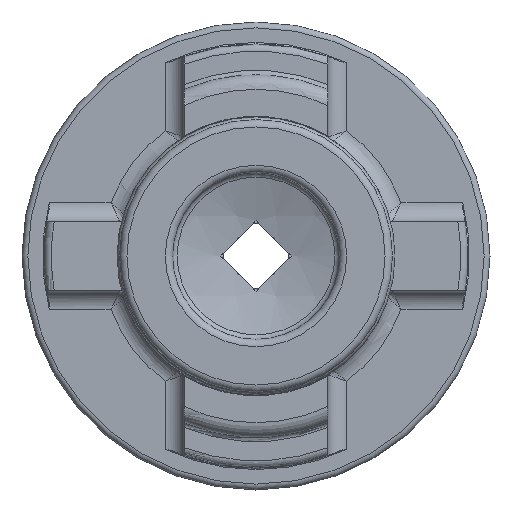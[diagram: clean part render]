
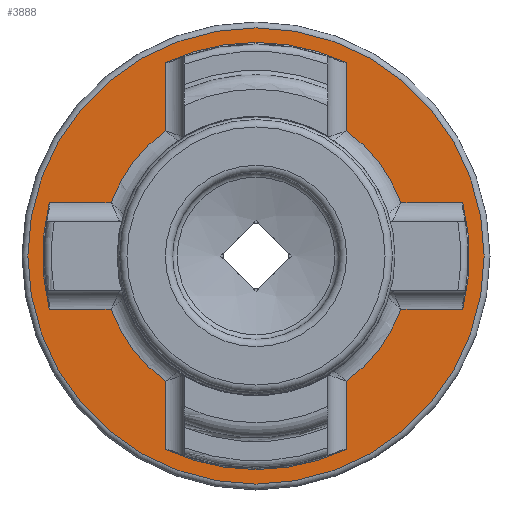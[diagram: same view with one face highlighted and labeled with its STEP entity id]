
A CAD part, left-side view. The second image highlights one B-rep face of the part: STEP entity #3888.
In plain terms, the highlighted planar face has unit normal (-1, 0, 0).
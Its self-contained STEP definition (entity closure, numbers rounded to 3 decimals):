
#9 = EDGE_CURVE ( 'NONE', #3718, #2701, #1551, .T. ) ;
#29 = VERTEX_POINT ( 'NONE', #4844 ) ;
#120 = VERTEX_POINT ( 'NONE', #501 ) ;
#137 = CARTESIAN_POINT ( 'NONE',  ( 23.8, -14.136, -3.65 ) ) ;
#165 = VERTEX_POINT ( 'NONE', #1033 ) ;
#246 = CARTESIAN_POINT ( 'NONE',  ( 23.8, -6.2, -13.218 ) ) ;
#306 = ORIENTED_EDGE ( 'NONE', *, *, #2827, .T. ) ;
#310 = AXIS2_PLACEMENT_3D ( 'NONE', #1580, #386, #4405 ) ;
#386 = DIRECTION ( 'NONE',  ( 1., 0., 0. ) ) ;
#415 = EDGE_CURVE ( 'NONE', #165, #2701, #1544, .T. ) ;
#444 = EDGE_LOOP ( 'NONE', ( #1420 ) ) ;
#479 = ORIENTED_EDGE ( 'NONE', *, *, #1377, .T. ) ;
#481 = DIRECTION ( 'NONE',  ( -1., 0., 0. ) ) ;
#486 = DIRECTION ( 'NONE',  ( 0., 0., 1. ) ) ;
#501 = CARTESIAN_POINT ( 'NONE',  ( 23.8, -6.2, 8.548 ) ) ;
#518 = DIRECTION ( 'NONE',  ( 1., 0., 0. ) ) ;
#532 = PLANE ( 'NONE',  #2752 ) ;
#555 = VERTEX_POINT ( 'NONE', #859 ) ;
#559 = CARTESIAN_POINT ( 'NONE',  ( 23.8, 14.6, 3.65 ) ) ;
#584 = CIRCLE ( 'NONE', #1462, 15.6 ) ;
#628 = VERTEX_POINT ( 'NONE', #4643 ) ;
#648 = DIRECTION ( 'NONE',  ( -1., 0., 0. ) ) ;
#730 = EDGE_CURVE ( 'NONE', #1961, #1315, #4852, .T. ) ;
#732 = LINE ( 'NONE', #4818, #3194 ) ;
#749 = CARTESIAN_POINT ( 'NONE',  ( 23.8, -14.136, 3.65 ) ) ;
#774 = CARTESIAN_POINT ( 'NONE',  ( 23.8, 6.2, 8.548 ) ) ;
#808 = FACE_OUTER_BOUND ( 'NONE', #444, .T. ) ;
#818 = VERTEX_POINT ( 'NONE', #2803 ) ;
#830 = EDGE_CURVE ( 'NONE', #818, #2942, #4537, .T. ) ;
#857 = CARTESIAN_POINT ( 'NONE',  ( 23.8, -14.41, 3.65 ) ) ;
#859 = CARTESIAN_POINT ( 'NONE',  ( 23.8, 0., 15.6 ) ) ;
#892 = DIRECTION ( 'NONE',  ( 0., 0., -1. ) ) ;
#948 = EDGE_LOOP ( 'NONE', ( #5240, #4172, #306, #1761, #3983, #1940, #4819, #4660, #4865, #1008, #1557, #5025, #1217, #1207, #3551, #479 ) ) ;
#1008 = ORIENTED_EDGE ( 'NONE', *, *, #1918, .T. ) ;
#1030 = CIRCLE ( 'NONE', #2355, 14.6 ) ;
#1033 = CARTESIAN_POINT ( 'NONE',  ( 23.8, -6.2, 13.218 ) ) ;
#1035 = DIRECTION ( 'NONE',  ( 0., 0., 1. ) ) ;
#1154 = CARTESIAN_POINT ( 'NONE',  ( 23.8, -8.957, -3.65 ) ) ;
#1207 = ORIENTED_EDGE ( 'NONE', *, *, #2325, .T. ) ;
#1214 = EDGE_CURVE ( 'NONE', #1961, #2482, #1547, .T. ) ;
#1217 = ORIENTED_EDGE ( 'NONE', *, *, #415, .F. ) ;
#1220 = DIRECTION ( 'NONE',  ( 0., 0., 1. ) ) ;
#1258 = CARTESIAN_POINT ( 'NONE',  ( 23.8, 9.909, 3.65 ) ) ;
#1262 = AXIS2_PLACEMENT_3D ( 'NONE', #4934, #2551, #1720 ) ;
#1269 = VECTOR ( 'NONE', #2468, 1000. ) ;
#1315 = VERTEX_POINT ( 'NONE', #749 ) ;
#1377 = EDGE_CURVE ( 'NONE', #3787, #1315, #3385, .T. ) ;
#1392 = CARTESIAN_POINT ( 'NONE',  ( 23.8, 6.2, 0. ) ) ;
#1404 = VECTOR ( 'NONE', #3771, 1000. ) ;
#1420 = ORIENTED_EDGE ( 'NONE', *, *, #1787, .T. ) ;
#1462 = AXIS2_PLACEMENT_3D ( 'NONE', #3943, #1900, #4351 ) ;
#1482 = VECTOR ( 'NONE', #3601, 1000. ) ;
#1544 = CIRCLE ( 'NONE', #1955, 14.6 ) ;
#1547 = LINE ( 'NONE', #1154, #1482 ) ;
#1551 = LINE ( 'NONE', #4468, #4094 ) ;
#1557 = ORIENTED_EDGE ( 'NONE', *, *, #2369, .T. ) ;
#1580 = CARTESIAN_POINT ( 'NONE',  ( 23.8, 0., 0. ) ) ;
#1623 = CARTESIAN_POINT ( 'NONE',  ( 23.8, -6.2, 7.857 ) ) ;
#1701 = VERTEX_POINT ( 'NONE', #246 ) ;
#1720 = DIRECTION ( 'NONE',  ( 0., 0., -1. ) ) ;
#1758 = CARTESIAN_POINT ( 'NONE',  ( 23.8, 9.909, -3.65 ) ) ;
#1761 = ORIENTED_EDGE ( 'NONE', *, *, #2170, .T. ) ;
#1787 = EDGE_CURVE ( 'NONE', #555, #555, #584, .T. ) ;
#1900 = DIRECTION ( 'NONE',  ( -1., 0., 0. ) ) ;
#1918 = EDGE_CURVE ( 'NONE', #3429, #4362, #2555, .T. ) ;
#1940 = ORIENTED_EDGE ( 'NONE', *, *, #5092, .T. ) ;
#1947 = EDGE_CURVE ( 'NONE', #3429, #3211, #2494, .T. ) ;
#1955 = AXIS2_PLACEMENT_3D ( 'NONE', #4093, #2450, #4515 ) ;
#1961 = VERTEX_POINT ( 'NONE', #137 ) ;
#2030 = VECTOR ( 'NONE', #3476, 1000. ) ;
#2135 = FACE_BOUND ( 'NONE', #948, .T. ) ;
#2137 = CARTESIAN_POINT ( 'NONE',  ( 23.8, -9.909, -3.65 ) ) ;
#2170 = EDGE_CURVE ( 'NONE', #29, #1701, #2984, .T. ) ;
#2316 = VECTOR ( 'NONE', #4101, 1000. ) ;
#2325 = EDGE_CURVE ( 'NONE', #165, #120, #4132, .T. ) ;
#2355 = AXIS2_PLACEMENT_3D ( 'NONE', #4991, #3711, #486 ) ;
#2369 = EDGE_CURVE ( 'NONE', #4362, #3718, #3559, .T. ) ;
#2385 = AXIS2_PLACEMENT_3D ( 'NONE', #2786, #481, #3633 ) ;
#2447 = CARTESIAN_POINT ( 'NONE',  ( 23.8, 14.136, 3.65 ) ) ;
#2448 = AXIS2_PLACEMENT_3D ( 'NONE', #2702, #648, #3540 ) ;
#2450 = DIRECTION ( 'NONE',  ( -1., 0., 0. ) ) ;
#2468 = DIRECTION ( 'NONE',  ( 0., 0., -1. ) ) ;
#2482 = VERTEX_POINT ( 'NONE', #2137 ) ;
#2494 = CIRCLE ( 'NONE', #2385, 14.6 ) ;
#2544 = EDGE_CURVE ( 'NONE', #628, #1701, #1030, .T. ) ;
#2551 = DIRECTION ( 'NONE',  ( 1., 0., 0. ) ) ;
#2555 = LINE ( 'NONE', #559, #1404 ) ;
#2701 = VERTEX_POINT ( 'NONE', #3959 ) ;
#2702 = CARTESIAN_POINT ( 'NONE',  ( 23.8, 0., 0. ) ) ;
#2752 = AXIS2_PLACEMENT_3D ( 'NONE', #3369, #518, #4162 ) ;
#2786 = CARTESIAN_POINT ( 'NONE',  ( 23.8, 0., 0. ) ) ;
#2803 = CARTESIAN_POINT ( 'NONE',  ( 23.8, 6.2, -8.548 ) ) ;
#2827 = EDGE_CURVE ( 'NONE', #2482, #29, #3734, .T. ) ;
#2942 = VERTEX_POINT ( 'NONE', #1758 ) ;
#2984 = LINE ( 'NONE', #3024, #2030 ) ;
#3024 = CARTESIAN_POINT ( 'NONE',  ( 23.8, -6.2, -13.753 ) ) ;
#3081 = AXIS2_PLACEMENT_3D ( 'NONE', #4994, #3680, #892 ) ;
#3194 = VECTOR ( 'NONE', #4870, 1000. ) ;
#3211 = VERTEX_POINT ( 'NONE', #5179 ) ;
#3325 = CIRCLE ( 'NONE', #310, 10.56 ) ;
#3369 = CARTESIAN_POINT ( 'NONE',  ( 23.8, 14.6, 0. ) ) ;
#3385 = LINE ( 'NONE', #857, #2316 ) ;
#3429 = VERTEX_POINT ( 'NONE', #2447 ) ;
#3476 = DIRECTION ( 'NONE',  ( 0., 0., -1. ) ) ;
#3540 = DIRECTION ( 'NONE',  ( 0., 0., 1. ) ) ;
#3549 = LINE ( 'NONE', #1392, #5022 ) ;
#3551 = ORIENTED_EDGE ( 'NONE', *, *, #4211, .T. ) ;
#3559 = CIRCLE ( 'NONE', #1262, 10.56 ) ;
#3574 = CARTESIAN_POINT ( 'NONE',  ( 23.8, 0., 0. ) ) ;
#3601 = DIRECTION ( 'NONE',  ( 0., 1., 0. ) ) ;
#3607 = DIRECTION ( 'NONE',  ( 0., 0., -1. ) ) ;
#3633 = DIRECTION ( 'NONE',  ( 0., 0., 1. ) ) ;
#3680 = DIRECTION ( 'NONE',  ( 1., 0., 0. ) ) ;
#3686 = CARTESIAN_POINT ( 'NONE',  ( 23.8, -9.909, 3.65 ) ) ;
#3711 = DIRECTION ( 'NONE',  ( -1., 0., 0. ) ) ;
#3718 = VERTEX_POINT ( 'NONE', #774 ) ;
#3734 = CIRCLE ( 'NONE', #3081, 10.56 ) ;
#3771 = DIRECTION ( 'NONE',  ( 0., -1., 0. ) ) ;
#3787 = VERTEX_POINT ( 'NONE', #3686 ) ;
#3888 = ADVANCED_FACE ( 'NONE', ( #2135, #808 ), #532, .F. ) ;
#3943 = CARTESIAN_POINT ( 'NONE',  ( 23.8, 0., 0. ) ) ;
#3959 = CARTESIAN_POINT ( 'NONE',  ( 23.8, 6.2, 13.218 ) ) ;
#3983 = ORIENTED_EDGE ( 'NONE', *, *, #2544, .F. ) ;
#4093 = CARTESIAN_POINT ( 'NONE',  ( 23.8, 0., 0. ) ) ;
#4094 = VECTOR ( 'NONE', #1220, 1000. ) ;
#4101 = DIRECTION ( 'NONE',  ( 0., -1., 0. ) ) ;
#4132 = LINE ( 'NONE', #1623, #1269 ) ;
#4162 = DIRECTION ( 'NONE',  ( 0., 0., -1. ) ) ;
#4172 = ORIENTED_EDGE ( 'NONE', *, *, #1214, .T. ) ;
#4211 = EDGE_CURVE ( 'NONE', #120, #3787, #3325, .T. ) ;
#4237 = EDGE_CURVE ( 'NONE', #2942, #3211, #732, .T. ) ;
#4285 = AXIS2_PLACEMENT_3D ( 'NONE', #3574, #5214, #3607 ) ;
#4351 = DIRECTION ( 'NONE',  ( 0., 0., 1. ) ) ;
#4362 = VERTEX_POINT ( 'NONE', #1258 ) ;
#4405 = DIRECTION ( 'NONE',  ( 0., 0., -1. ) ) ;
#4468 = CARTESIAN_POINT ( 'NONE',  ( 23.8, 6.2, 0. ) ) ;
#4515 = DIRECTION ( 'NONE',  ( 0., 0., 1. ) ) ;
#4537 = CIRCLE ( 'NONE', #4285, 10.56 ) ;
#4643 = CARTESIAN_POINT ( 'NONE',  ( 23.8, 6.2, -13.218 ) ) ;
#4660 = ORIENTED_EDGE ( 'NONE', *, *, #4237, .T. ) ;
#4818 = CARTESIAN_POINT ( 'NONE',  ( 23.8, 14.6, -3.65 ) ) ;
#4819 = ORIENTED_EDGE ( 'NONE', *, *, #830, .T. ) ;
#4844 = CARTESIAN_POINT ( 'NONE',  ( 23.8, -6.2, -8.548 ) ) ;
#4852 = CIRCLE ( 'NONE', #2448, 14.6 ) ;
#4865 = ORIENTED_EDGE ( 'NONE', *, *, #1947, .F. ) ;
#4870 = DIRECTION ( 'NONE',  ( 0., 1., 0. ) ) ;
#4934 = CARTESIAN_POINT ( 'NONE',  ( 23.8, 0., 0. ) ) ;
#4991 = CARTESIAN_POINT ( 'NONE',  ( 23.8, 0., 0. ) ) ;
#4994 = CARTESIAN_POINT ( 'NONE',  ( 23.8, 0., 0. ) ) ;
#5022 = VECTOR ( 'NONE', #1035, 1000. ) ;
#5025 = ORIENTED_EDGE ( 'NONE', *, *, #9, .T. ) ;
#5092 = EDGE_CURVE ( 'NONE', #628, #818, #3549, .T. ) ;
#5179 = CARTESIAN_POINT ( 'NONE',  ( 23.8, 14.136, -3.65 ) ) ;
#5214 = DIRECTION ( 'NONE',  ( 1., 0., 0. ) ) ;
#5240 = ORIENTED_EDGE ( 'NONE', *, *, #730, .F. ) ;
